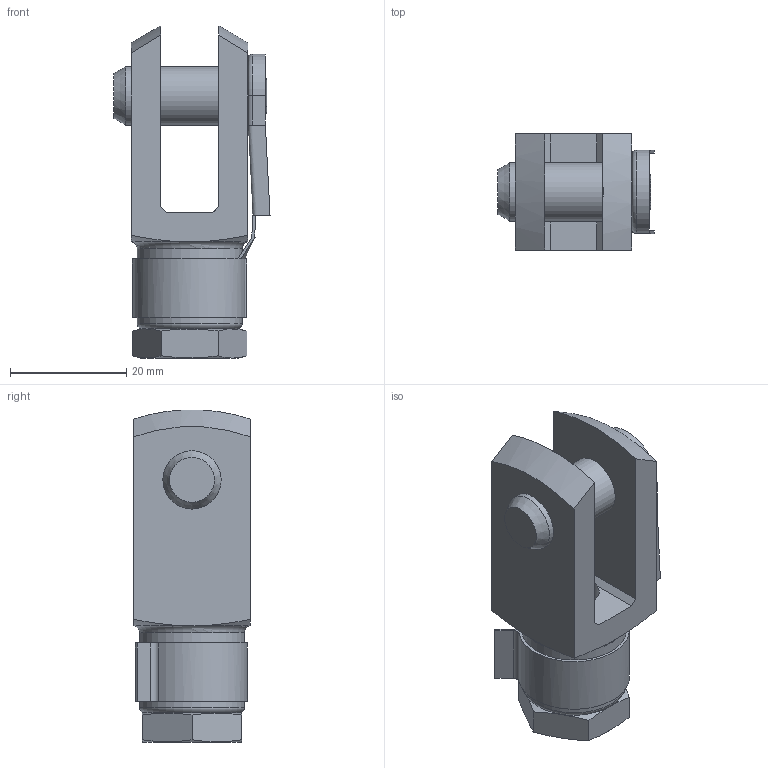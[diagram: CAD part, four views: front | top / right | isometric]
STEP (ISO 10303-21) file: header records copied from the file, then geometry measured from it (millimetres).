
FILE_DESCRIPTION(/* description */ ('STEP AP214'),/* implementation_level */ '2;1');
FILE_NAME(/* name */ '6144_SG-M10X125',/* time_stamp */ '2024-09-10T08:17:35+02:00',/* author */ ('License CC BY-ND 4.0'),/* organization */ ('CADENAS'),/* preprocessor_version */ 'ST-DEVELOPER v19.3',/* originating_system */ 'PARTsolutions',/* authorisation */ ' ');
FILE_SCHEMA (('AUTOMOTIVE_DESIGN {1 0 10303 214 3 1 1}'));
Length unit declared in the file: millimetre
Products named in the file (4): 6144 SG-M10x1,25; 6144 SG-M10x1,25---(GK); DIN-439-B - M10x1.25(F); 200063 FKB-10X20
Assembly tree (3 placements, depth 2):
  6144 SG-M10x1,25
    6144 SG-M10x1,25---(GK)
    DIN-439-B - M10x1.25(F)
    200063 FKB-10X20
Bounding box: 26.8 x 20 x 57 mm (x, y, z)
Volume: 13333.5 mm3; surface area: 9216.5 mm2
Topology: 3 solids, 3 shells, 89 faces, 230 edges, 148 vertices
Faces by surface type: plane 48, cylinder 19, cone 12, torus 5, bspline 5
Full cylindrical faces by diameter (mm): 3.1 x1, 7 x1, 8.647 x2, 10 x3, 11 x1, 18 x1
Entity records: 2772 total; most frequent: CARTESIAN_POINT 629, DIRECTION 414, ORIENTED_EDGE 408, EDGE_CURVE 204, AXIS2_PLACEMENT_3D 156, VERTEX_POINT 141, EDGE_LOOP 117, FACE_BOUND 117
